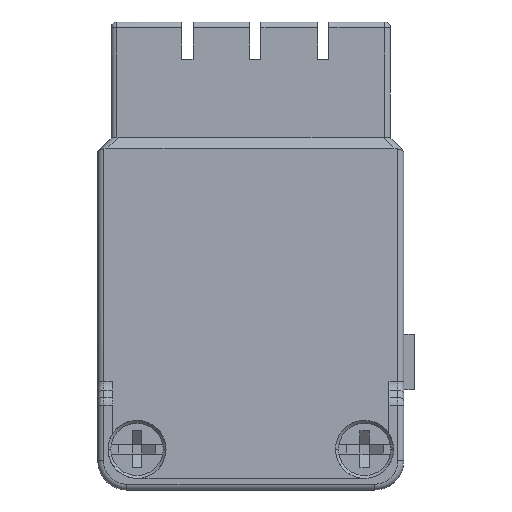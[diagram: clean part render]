
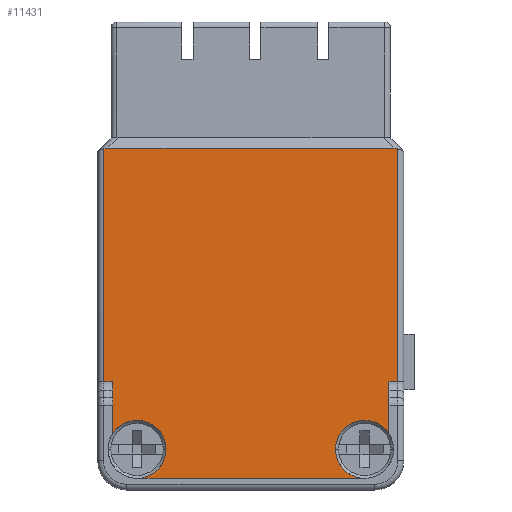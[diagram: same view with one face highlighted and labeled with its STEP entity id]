
A CAD part, left-side view. The second image highlights one B-rep face of the part: STEP entity #11431.
In plain terms, the highlighted planar face has unit normal (-1, 0, 0).
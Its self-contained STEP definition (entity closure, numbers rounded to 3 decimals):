
#1531=CARTESIAN_POINT('',(-5.75,-11.834,-10.85));
#1532=CARTESIAN_POINT('',(-5.75,-11.96,-10.85));
#1533=CARTESIAN_POINT('',(-5.75,-12.081,
-10.876));
#1534=CARTESIAN_POINT('',(-5.75,-12.2,-10.917));
#1536=CARTESIAN_POINT('',(-5.75,-9.325,-36.8));
#1537=DIRECTION('',(-1.,0.,0.));
#1538=DIRECTION('',(0.,-0.84,0.543));
#1539=AXIS2_PLACEMENT_3D('',#1536,#1537,#1538);
#1541=CARTESIAN_POINT('',(-5.75,-9.325,-36.8));
#1542=DIRECTION('',(-1.,0.,0.));
#1543=DIRECTION('',(0.,0.,1.));
#1544=AXIS2_PLACEMENT_3D('',#1541,#1542,#1543);
#1546=CARTESIAN_POINT('',(-5.75,-9.325,-36.8));
#1547=DIRECTION('',(-1.,0.,0.));
#1548=DIRECTION('',(0.,0.694,0.72));
#1549=AXIS2_PLACEMENT_3D('',#1546,#1547,#1548);
#1551=CARTESIAN_POINT('',(-5.75,-9.325,-36.8));
#1552=DIRECTION('',(-1.,0.,0.));
#1553=DIRECTION('',(0.,1.,0.));
#1554=AXIS2_PLACEMENT_3D('',#1551,#1552,#1553);
#1556=CARTESIAN_POINT('',(-5.75,-9.325,-36.8));
#1557=DIRECTION('',(-1.,0.,0.));
#1558=DIRECTION('',(0.,0.828,-0.56));
#1559=AXIS2_PLACEMENT_3D('',#1556,#1557,#1558);
#1561=DIRECTION('',(0.,1.,0.));
#1562=VECTOR('',#1561,19.6);
#1563=CARTESIAN_POINT('',(-5.75,-9.325,-39.3));
#1564=LINE('',#1563,#1562);
#1565=CARTESIAN_POINT('',(-5.75,10.275,-36.8));
#1566=DIRECTION('',(-1.,0.,0.));
#1567=DIRECTION('',(0.,0.,-1.));
#1568=AXIS2_PLACEMENT_3D('',#1565,#1566,#1567);
#1570=CARTESIAN_POINT('',(-5.75,10.275,-36.8));
#1571=DIRECTION('',(-1.,0.,0.));
#1572=DIRECTION('',(0.,-0.828,-0.56));
#1573=AXIS2_PLACEMENT_3D('',#1570,#1571,#1572);
#1575=CARTESIAN_POINT('',(-5.75,10.275,-36.8));
#1576=DIRECTION('',(-1.,0.,0.));
#1577=DIRECTION('',(0.,-1.,0.));
#1578=AXIS2_PLACEMENT_3D('',#1575,#1576,#1577);
#1580=CARTESIAN_POINT('',(-5.75,10.275,-36.8));
#1581=DIRECTION('',(-1.,0.,0.));
#1582=DIRECTION('',(0.,-0.694,0.72));
#1583=AXIS2_PLACEMENT_3D('',#1580,#1581,#1582);
#1585=CARTESIAN_POINT('',(-5.75,10.275,-36.8));
#1586=DIRECTION('',(-1.,0.,0.));
#1587=DIRECTION('',(0.,0.,1.));
#1588=AXIS2_PLACEMENT_3D('',#1585,#1586,#1587);
#1590=CARTESIAN_POINT('',(-5.75,13.15,-10.917));
#1591=CARTESIAN_POINT('',(-5.75,13.031,
-10.876));
#1592=CARTESIAN_POINT('',(-5.75,12.91,-10.85));
#1593=CARTESIAN_POINT('',(-5.75,12.784,-10.85));
#1612=DIRECTION('',(0.,0.,1.));
#1613=VECTOR('',#1612,20.069);
#1614=CARTESIAN_POINT('',(-5.75,-12.2,-30.986));
#1615=LINE('',#1614,#1613);
#1784=DIRECTION('',(0.,0.,-1.));
#1785=VECTOR('',#1784,20.069);
#1786=CARTESIAN_POINT('',(-5.75,13.15,-10.917));
#1787=LINE('',#1786,#1785);
#1896=DIRECTION('',(0.,1.,0.));
#1897=VECTOR('',#1896,24.619);
#1898=CARTESIAN_POINT('',(-5.75,-11.834,-10.85));
#1899=LINE('',#1898,#1897);
#5839=DIRECTION('',(0.,0.,1.));
#5840=VECTOR('',#5839,4.458);
#5841=CARTESIAN_POINT('',(-5.75,-11.425,-35.444));
#5842=LINE('',#5841,#5840);
#5843=DIRECTION('',(0.,-1.,0.));
#5844=VECTOR('',#5843,0.775);
#5845=CARTESIAN_POINT('',(-5.75,-11.425,-30.986));
#5846=LINE('',#5845,#5844);
#5977=DIRECTION('',(0.,-1.,0.));
#5978=VECTOR('',#5977,0.775);
#5979=CARTESIAN_POINT('',(-5.75,13.15,-30.986));
#5980=LINE('',#5979,#5978);
#5995=DIRECTION('',(0.,0.,-1.));
#5996=VECTOR('',#5995,4.458);
#5997=CARTESIAN_POINT('',(-5.75,12.375,-30.986));
#5998=LINE('',#5997,#5996);
#8509=CARTESIAN_POINT('',(-5.75,8.204,-38.2));
#8511=VERTEX_POINT('',#8509);
#8520=CARTESIAN_POINT('',(-5.75,8.54,-35.));
#8521=VERTEX_POINT('',#8520);
#8522=CARTESIAN_POINT('',(-5.75,7.775,-36.8));
#8523=VERTEX_POINT('',#8522);
#8524=CARTESIAN_POINT('',(-5.75,10.275,-39.3));
#8525=VERTEX_POINT('',#8524);
#8530=CARTESIAN_POINT('',(-5.75,12.375,-35.444));
#8531=VERTEX_POINT('',#8530);
#8532=CARTESIAN_POINT('',(-5.75,10.275,-34.3));
#8533=VERTEX_POINT('',#8532);
#8534=VERTEX_POINT('',#1531);
#8535=VERTEX_POINT('',#1534);
#8536=CARTESIAN_POINT('',(-5.75,-12.2,-30.986));
#8537=VERTEX_POINT('',#8536);
#8538=CARTESIAN_POINT('',(-5.75,-11.425,-30.986));
#8539=VERTEX_POINT('',#8538);
#8540=CARTESIAN_POINT('',(-5.75,-11.425,-35.444));
#8541=VERTEX_POINT('',#8540);
#8542=CARTESIAN_POINT('',(-5.75,-9.325,-34.3));
#8543=CARTESIAN_POINT('',(-5.75,-7.59,-35.));
#8544=VERTEX_POINT('',#8542);
#8545=VERTEX_POINT('',#8543);
#8546=CARTESIAN_POINT('',(-5.75,-6.825,-36.8));
#8547=VERTEX_POINT('',#8546);
#8548=CARTESIAN_POINT('',(-5.75,-7.254,-38.2));
#8549=VERTEX_POINT('',#8548);
#8550=CARTESIAN_POINT('',(-5.75,-9.325,-39.3));
#8551=VERTEX_POINT('',#8550);
#8552=CARTESIAN_POINT('',(-5.75,12.375,-30.986));
#8553=VERTEX_POINT('',#8552);
#8554=CARTESIAN_POINT('',(-5.75,13.15,-30.986));
#8555=VERTEX_POINT('',#8554);
#8556=CARTESIAN_POINT('',(-5.75,13.15,-10.917));
#8557=VERTEX_POINT('',#8556);
#8558=VERTEX_POINT('',#1593);
#11389=CARTESIAN_POINT('',(-5.75,15.068,-36.141));
#11390=DIRECTION('',(-1.,0.,0.));
#11391=DIRECTION('',(0.,-1.,0.));
#11392=AXIS2_PLACEMENT_3D('',#11389,#11390,#11391);
#11393=PLANE('',#11392);
#11395=ORIENTED_EDGE('',*,*,#11394,.T.);
#11397=ORIENTED_EDGE('',*,*,#11396,.F.);
#11399=ORIENTED_EDGE('',*,*,#11398,.F.);
#11401=ORIENTED_EDGE('',*,*,#11400,.F.);
#11403=ORIENTED_EDGE('',*,*,#11402,.T.);
#11405=ORIENTED_EDGE('',*,*,#11404,.T.);
#11407=ORIENTED_EDGE('',*,*,#11406,.T.);
#11409=ORIENTED_EDGE('',*,*,#11408,.T.);
#11411=ORIENTED_EDGE('',*,*,#11410,.T.);
#11413=ORIENTED_EDGE('',*,*,#11412,.T.);
#11414=ORIENTED_EDGE('',*,*,#11374,.T.);
#11415=ORIENTED_EDGE('',*,*,#11355,.T.);
#11416=ORIENTED_EDGE('',*,*,#11353,.T.);
#11417=ORIENTED_EDGE('',*,*,#11384,.T.);
#11418=ORIENTED_EDGE('',*,*,#11382,.T.);
#11420=ORIENTED_EDGE('',*,*,#11419,.F.);
#11422=ORIENTED_EDGE('',*,*,#11421,.F.);
#11424=ORIENTED_EDGE('',*,*,#11423,.F.);
#11426=ORIENTED_EDGE('',*,*,#11425,.T.);
#11428=ORIENTED_EDGE('',*,*,#11427,.F.);
#11429=EDGE_LOOP('',(#11395,#11397,#11399,#11401,#11403,#11405,#11407,#11409,
#11411,#11413,#11414,#11415,#11416,#11417,#11418,#11420,#11422,#11424,#11426,
#11428));
#11430=FACE_OUTER_BOUND('',#11429,.F.);
#1535=B_SPLINE_CURVE_WITH_KNOTS('',3,(#1531,#1532,#1533,#1534),.UNSPECIFIED.,
.F.,.F.,(4,4),(0.,1.),.UNSPECIFIED.);
#1540=CIRCLE('',#1539,2.5);
#1545=CIRCLE('',#1544,2.5);
#1550=CIRCLE('',#1549,2.5);
#1555=CIRCLE('',#1554,2.5);
#1560=CIRCLE('',#1559,2.5);
#1569=CIRCLE('',#1568,2.5);
#1574=CIRCLE('',#1573,2.5);
#1579=CIRCLE('',#1578,2.5);
#1584=CIRCLE('',#1583,2.5);
#1589=CIRCLE('',#1588,2.5);
#1594=B_SPLINE_CURVE_WITH_KNOTS('',3,(#1590,#1591,#1592,#1593),.UNSPECIFIED.,
.F.,.F.,(4,4),(0.,1.),.UNSPECIFIED.);
#11353=EDGE_CURVE('',#8523,#8521,#1579,.T.);
#11355=EDGE_CURVE('',#8511,#8523,#1574,.T.);
#11374=EDGE_CURVE('',#8525,#8511,#1569,.T.);
#11382=EDGE_CURVE('',#8533,#8531,#1589,.T.);
#11384=EDGE_CURVE('',#8521,#8533,#1584,.T.);
#11394=EDGE_CURVE('',#8534,#8535,#1535,.T.);
#11396=EDGE_CURVE('',#8537,#8535,#1615,.T.);
#11398=EDGE_CURVE('',#8539,#8537,#5846,.T.);
#11400=EDGE_CURVE('',#8541,#8539,#5842,.T.);
#11402=EDGE_CURVE('',#8541,#8544,#1540,.T.);
#11404=EDGE_CURVE('',#8544,#8545,#1545,.T.);
#11406=EDGE_CURVE('',#8545,#8547,#1550,.T.);
#11408=EDGE_CURVE('',#8547,#8549,#1555,.T.);
#11410=EDGE_CURVE('',#8549,#8551,#1560,.T.);
#11412=EDGE_CURVE('',#8551,#8525,#1564,.T.);
#11419=EDGE_CURVE('',#8553,#8531,#5998,.T.);
#11421=EDGE_CURVE('',#8555,#8553,#5980,.T.);
#11423=EDGE_CURVE('',#8557,#8555,#1787,.T.);
#11425=EDGE_CURVE('',#8557,#8558,#1594,.T.);
#11427=EDGE_CURVE('',#8534,#8558,#1899,.T.);
#11431=ADVANCED_FACE('',(#11430),#11393,.T.);
